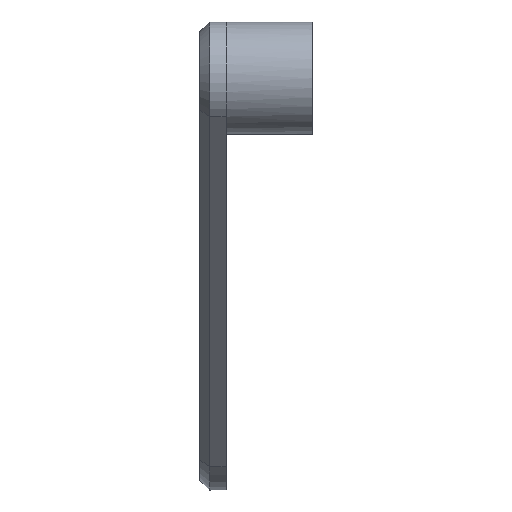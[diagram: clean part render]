
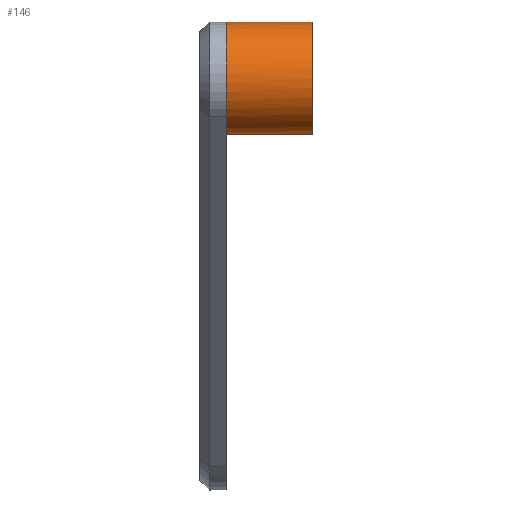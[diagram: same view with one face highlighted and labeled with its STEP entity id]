
A CAD part, left-side view. The second image highlights one B-rep face of the part: STEP entity #146.
In plain terms, the highlighted cylindrical face has radius 8.5 mm (diameter 17 mm), a full revolution.
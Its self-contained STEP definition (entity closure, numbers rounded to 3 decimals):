
#31 = PLANE('',#32);
#32 = AXIS2_PLACEMENT_3D('',#33,#34,#35);
#33 = CARTESIAN_POINT('',(8.5,-17.,0.));
#34 = DIRECTION('',(0.,1.,0.));
#35 = DIRECTION('',(0.,0.,1.));
#61 = EDGE_CURVE('',#62,#62,#64,.T.);
#62 = VERTEX_POINT('',#63);
#63 = CARTESIAN_POINT('',(8.5,-17.,0.));
#64 = SURFACE_CURVE('',#65,(#70,#81),.PCURVE_S1.);
#65 = CIRCLE('',#66,8.5);
#66 = AXIS2_PLACEMENT_3D('',#67,#68,#69);
#67 = CARTESIAN_POINT('',(0.,-17.,0.));
#68 = DIRECTION('',(0.,-1.,0.));
#69 = DIRECTION('',(1.,0.,0.));
#70 = PCURVE('',#31,#71);
#71 = DEFINITIONAL_REPRESENTATION('',(#72),#80);
#72 = ( BOUNDED_CURVE() B_SPLINE_CURVE(2,(#73,#74,#75,#76,#77,#78,#79),
.UNSPECIFIED.,.F.,.F.) B_SPLINE_CURVE_WITH_KNOTS((1,2,2,2,2,1),(
    -2.094,0.,2.094,4.189,6.283,
8.378),.UNSPECIFIED.) CURVE() GEOMETRIC_REPRESENTATION_ITEM() 
RATIONAL_B_SPLINE_CURVE((1.,0.5,1.,0.5,1.,0.5,1.)) REPRESENTATION_ITEM(
  '') );
#73 = CARTESIAN_POINT('',(0.,0.));
#74 = CARTESIAN_POINT('',(14.722,0.));
#75 = CARTESIAN_POINT('',(7.361,-12.75));
#76 = CARTESIAN_POINT('',(0.,-25.5));
#77 = CARTESIAN_POINT('',(-7.361,-12.75));
#78 = CARTESIAN_POINT('',(-14.722,0.));
#79 = CARTESIAN_POINT('',(0.,0.));
#80 = ( GEOMETRIC_REPRESENTATION_CONTEXT(2) 
PARAMETRIC_REPRESENTATION_CONTEXT() REPRESENTATION_CONTEXT('2D SPACE',''
  ) );
#81 = PCURVE('',#82,#87);
#82 = CYLINDRICAL_SURFACE('',#83,8.5);
#83 = AXIS2_PLACEMENT_3D('',#84,#85,#86);
#84 = CARTESIAN_POINT('',(0.,-4.,0.));
#85 = DIRECTION('',(0.,1.,0.));
#86 = DIRECTION('',(1.,0.,0.));
#87 = DEFINITIONAL_REPRESENTATION('',(#88),#92);
#88 = LINE('',#89,#90);
#89 = CARTESIAN_POINT('',(-0.,-13.));
#90 = VECTOR('',#91,1.);
#91 = DIRECTION('',(-1.,0.));
#92 = ( GEOMETRIC_REPRESENTATION_CONTEXT(2) 
PARAMETRIC_REPRESENTATION_CONTEXT() REPRESENTATION_CONTEXT('2D SPACE',''
  ) );
#146 = ADVANCED_FACE('',(#147),#82,.T.);
#147 = FACE_BOUND('',#148,.F.);
#148 = EDGE_LOOP('',(#149,#184,#205,#206,#207,#235));
#149 = ORIENTED_EDGE('',*,*,#150,.F.);
#150 = EDGE_CURVE('',#151,#153,#155,.T.);
#151 = VERTEX_POINT('',#152);
#152 = CARTESIAN_POINT('',(8.5,-4.,0.));
#153 = VERTEX_POINT('',#154);
#154 = CARTESIAN_POINT('',(1.587,-4.,8.351));
#155 = SURFACE_CURVE('',#156,(#161,#168),.PCURVE_S1.);
#156 = CIRCLE('',#157,8.5);
#157 = AXIS2_PLACEMENT_3D('',#158,#159,#160);
#158 = CARTESIAN_POINT('',(0.,-4.,0.));
#159 = DIRECTION('',(0.,-1.,0.));
#160 = DIRECTION('',(1.,0.,0.));
#161 = PCURVE('',#82,#162);
#162 = DEFINITIONAL_REPRESENTATION('',(#163),#167);
#163 = LINE('',#164,#165);
#164 = CARTESIAN_POINT('',(-0.,0.));
#165 = VECTOR('',#166,1.);
#166 = DIRECTION('',(-1.,0.));
#167 = ( GEOMETRIC_REPRESENTATION_CONTEXT(2) 
PARAMETRIC_REPRESENTATION_CONTEXT() REPRESENTATION_CONTEXT('2D SPACE',''
  ) );
#168 = PCURVE('',#169,#174);
#169 = PLANE('',#170);
#170 = AXIS2_PLACEMENT_3D('',#171,#172,#173);
#171 = CARTESIAN_POINT('',(1.587,-4.,8.351));
#172 = DIRECTION('',(0.,1.,0.));
#173 = DIRECTION('',(0.,0.,1.));
#174 = DEFINITIONAL_REPRESENTATION('',(#175),#183);
#175 = ( BOUNDED_CURVE() B_SPLINE_CURVE(2,(#176,#177,#178,#179,#180,#181
,#182),.UNSPECIFIED.,.F.,.F.) B_SPLINE_CURVE_WITH_KNOTS((1,2,2,2,2,1),(
    -2.094,0.,2.094,4.189,6.283,
8.378),.UNSPECIFIED.) CURVE() GEOMETRIC_REPRESENTATION_ITEM() 
RATIONAL_B_SPLINE_CURVE((1.,0.5,1.,0.5,1.,0.5,1.)) REPRESENTATION_ITEM(
  '') );
#176 = CARTESIAN_POINT('',(-8.351,6.913));
#177 = CARTESIAN_POINT('',(6.372,6.913));
#178 = CARTESIAN_POINT('',(-0.989,-5.837));
#179 = CARTESIAN_POINT('',(-8.351,-18.587));
#180 = CARTESIAN_POINT('',(-15.712,-5.837));
#181 = CARTESIAN_POINT('',(-23.073,6.913));
#182 = CARTESIAN_POINT('',(-8.351,6.913));
#183 = ( GEOMETRIC_REPRESENTATION_CONTEXT(2) 
PARAMETRIC_REPRESENTATION_CONTEXT() REPRESENTATION_CONTEXT('2D SPACE',''
  ) );
#184 = ORIENTED_EDGE('',*,*,#185,.T.);
#185 = EDGE_CURVE('',#151,#62,#186,.T.);
#186 = SEAM_CURVE('',#187,(#191,#198),.PCURVE_S1.);
#187 = LINE('',#188,#189);
#188 = CARTESIAN_POINT('',(8.5,-4.,0.));
#189 = VECTOR('',#190,1.);
#190 = DIRECTION('',(0.,-1.,0.));
#191 = PCURVE('',#82,#192);
#192 = DEFINITIONAL_REPRESENTATION('',(#193),#197);
#193 = LINE('',#194,#195);
#194 = CARTESIAN_POINT('',(-6.283,0.));
#195 = VECTOR('',#196,1.);
#196 = DIRECTION('',(-0.,-1.));
#197 = ( GEOMETRIC_REPRESENTATION_CONTEXT(2) 
PARAMETRIC_REPRESENTATION_CONTEXT() REPRESENTATION_CONTEXT('2D SPACE',''
  ) );
#198 = PCURVE('',#82,#199);
#199 = DEFINITIONAL_REPRESENTATION('',(#200),#204);
#200 = LINE('',#201,#202);
#201 = CARTESIAN_POINT('',(-0.,0.));
#202 = VECTOR('',#203,1.);
#203 = DIRECTION('',(-0.,-1.));
#204 = ( GEOMETRIC_REPRESENTATION_CONTEXT(2) 
PARAMETRIC_REPRESENTATION_CONTEXT() REPRESENTATION_CONTEXT('2D SPACE',''
  ) );
#205 = ORIENTED_EDGE('',*,*,#61,.T.);
#206 = ORIENTED_EDGE('',*,*,#185,.F.);
#207 = ORIENTED_EDGE('',*,*,#208,.F.);
#208 = EDGE_CURVE('',#209,#151,#211,.T.);
#209 = VERTEX_POINT('',#210);
#210 = CARTESIAN_POINT('',(-6.239,-4.,-5.772));
#211 = SURFACE_CURVE('',#212,(#217,#224),.PCURVE_S1.);
#212 = CIRCLE('',#213,8.5);
#213 = AXIS2_PLACEMENT_3D('',#214,#215,#216);
#214 = CARTESIAN_POINT('',(0.,-4.,0.));
#215 = DIRECTION('',(0.,-1.,0.));
#216 = DIRECTION('',(1.,0.,0.));
#217 = PCURVE('',#82,#218);
#218 = DEFINITIONAL_REPRESENTATION('',(#219),#223);
#219 = LINE('',#220,#221);
#220 = CARTESIAN_POINT('',(-0.,0.));
#221 = VECTOR('',#222,1.);
#222 = DIRECTION('',(-1.,0.));
#223 = ( GEOMETRIC_REPRESENTATION_CONTEXT(2) 
PARAMETRIC_REPRESENTATION_CONTEXT() REPRESENTATION_CONTEXT('2D SPACE',''
  ) );
#224 = PCURVE('',#169,#225);
#225 = DEFINITIONAL_REPRESENTATION('',(#226),#234);
#226 = ( BOUNDED_CURVE() B_SPLINE_CURVE(2,(#227,#228,#229,#230,#231,#232
,#233),.UNSPECIFIED.,.F.,.F.) B_SPLINE_CURVE_WITH_KNOTS((1,2,2,2,2,1),(
    -2.094,0.,2.094,4.189,6.283,
8.378),.UNSPECIFIED.) CURVE() GEOMETRIC_REPRESENTATION_ITEM() 
RATIONAL_B_SPLINE_CURVE((1.,0.5,1.,0.5,1.,0.5,1.)) REPRESENTATION_ITEM(
  '') );
#227 = CARTESIAN_POINT('',(-8.351,6.913));
#228 = CARTESIAN_POINT('',(6.372,6.913));
#229 = CARTESIAN_POINT('',(-0.989,-5.837));
#230 = CARTESIAN_POINT('',(-8.351,-18.587));
#231 = CARTESIAN_POINT('',(-15.712,-5.837));
#232 = CARTESIAN_POINT('',(-23.073,6.913));
#233 = CARTESIAN_POINT('',(-8.351,6.913));
#234 = ( GEOMETRIC_REPRESENTATION_CONTEXT(2) 
PARAMETRIC_REPRESENTATION_CONTEXT() REPRESENTATION_CONTEXT('2D SPACE',''
  ) );
#235 = ORIENTED_EDGE('',*,*,#236,.F.);
#236 = EDGE_CURVE('',#153,#209,#237,.T.);
#237 = SURFACE_CURVE('',#238,(#243,#250),.PCURVE_S1.);
#238 = CIRCLE('',#239,8.5);
#239 = AXIS2_PLACEMENT_3D('',#240,#241,#242);
#240 = CARTESIAN_POINT('',(0.,-4.,0.));
#241 = DIRECTION('',(0.,-1.,0.));
#242 = DIRECTION('',(1.,0.,0.));
#243 = PCURVE('',#82,#244);
#244 = DEFINITIONAL_REPRESENTATION('',(#245),#249);
#245 = LINE('',#246,#247);
#246 = CARTESIAN_POINT('',(-0.,0.));
#247 = VECTOR('',#248,1.);
#248 = DIRECTION('',(-1.,0.));
#249 = ( GEOMETRIC_REPRESENTATION_CONTEXT(2) 
PARAMETRIC_REPRESENTATION_CONTEXT() REPRESENTATION_CONTEXT('2D SPACE',''
  ) );
#250 = PCURVE('',#251,#256);
#251 = CYLINDRICAL_SURFACE('',#252,8.5);
#252 = AXIS2_PLACEMENT_3D('',#253,#254,#255);
#253 = CARTESIAN_POINT('',(0.,0.,0.));
#254 = DIRECTION('',(0.,1.,0.));
#255 = DIRECTION('',(1.,0.,0.));
#256 = DEFINITIONAL_REPRESENTATION('',(#257),#261);
#257 = LINE('',#258,#259);
#258 = CARTESIAN_POINT('',(-0.,-4.));
#259 = VECTOR('',#260,1.);
#260 = DIRECTION('',(-1.,0.));
#261 = ( GEOMETRIC_REPRESENTATION_CONTEXT(2) 
PARAMETRIC_REPRESENTATION_CONTEXT() REPRESENTATION_CONTEXT('2D SPACE',''
  ) );
